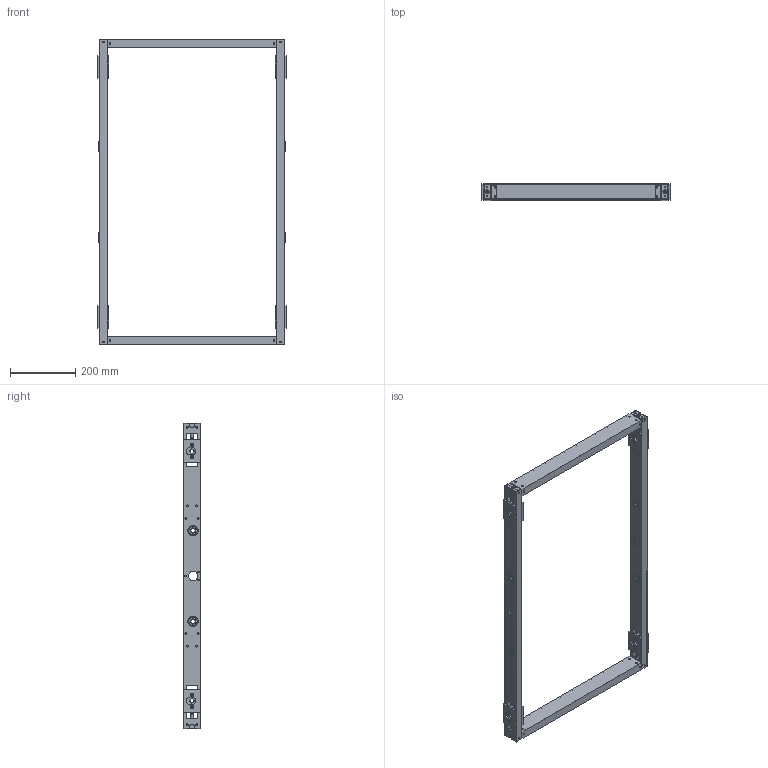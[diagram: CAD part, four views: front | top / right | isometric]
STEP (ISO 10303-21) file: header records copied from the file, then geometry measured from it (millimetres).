
FILE_DESCRIPTION((''),'2;1');
FILE_NAME('sl_chassis_long_asm.stp','2011-01-01T11:05:24',('ajlapp'),(''),'Autodesk Inventor 2011','Autodesk Inventor 2011','');
FILE_SCHEMA(('AUTOMOTIVE_DESIGN { 1 0 10303 214 1 1 1 1 }'));
Length unit declared in the file: inch
Products named in the file (11): sl_chassis_long_asm; sl_tube_long_asm_revB; sl_tube_long_revB; axle_block; sl_axle_block_neutral; clamp_plate_adjustable; brf-08; sl__end_plug; 91251A552; sl_ladder_asm; sl_ladder_tube
Assembly tree (21 placements, depth 4):
  sl_chassis_long_asm
    sl_tube_long_asm_revB  x2
      sl_tube_long_revB
      axle_block
        sl_axle_block_neutral
        clamp_plate_adjustable  x2
      brf-08
      sl__end_plug
      91251A552
    sl_ladder_asm  x2
      sl_ladder_tube
      sl__end_plug
Bounding box: 581.02 x 50.8 x 939.8 mm (x, y, z)
Volume: 1540437.1 mm3; surface area: 920621.8 mm2
Topology: 36 solids, 36 shells, 964 faces, 3182 edges, 2286 vertices
Faces by surface type: plane 400, cylinder 388, cone 168, bspline 8
Full cylindrical faces by diameter (mm): 3.683 x96, 4.978 x8, 5.08 x24, 5.105 x56, 5.334 x44, 6.604 x4, 6.756 x8, 9.525 x4, 11.125 x8, 12.649 x4, 12.7 x8, 16.256 x16, 25.4 x16, 28.575 x20, 31.75 x8
Entity records: 11171 total; most frequent: CARTESIAN_POINT 4206, ORIENTED_EDGE 1354, DIRECTION 1266, EDGE_CURVE 677, VERTEX_POINT 560, EDGE_LOOP 507, AXIS2_PLACEMENT_3D 505, FACE_BOUND 266
